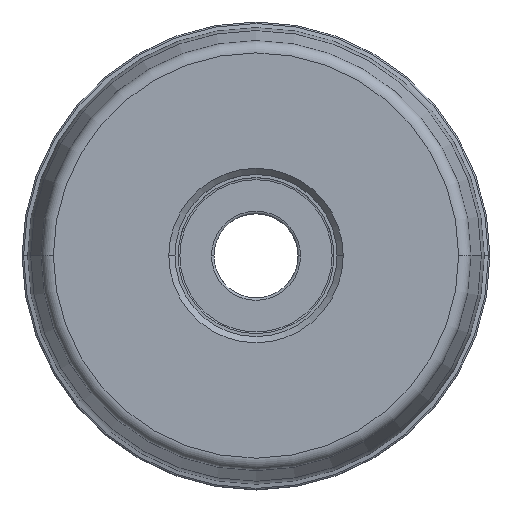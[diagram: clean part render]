
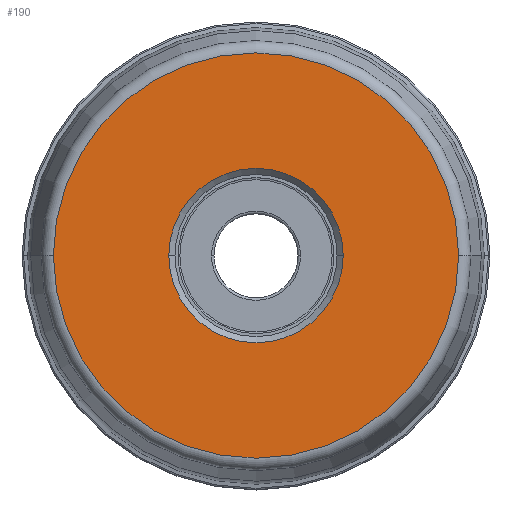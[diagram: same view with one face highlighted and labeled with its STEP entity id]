
A CAD part, top view. The second image highlights one B-rep face of the part: STEP entity #190.
In plain terms, the highlighted planar face has unit normal (0, 0, 1).
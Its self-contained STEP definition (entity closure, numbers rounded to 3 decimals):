
#45=PLANE('',#1840);
#55=FACE_BOUND('',#380,.T.);
#56=FACE_BOUND('',#381,.T.);
#190=ADVANCED_FACE('',(#55,#56),#45,.F.);
#380=EDGE_LOOP('',(#718,#719,#720,#721));
#381=EDGE_LOOP('',(#722,#723));
#718=ORIENTED_EDGE('',*,*,#1140,.T.);
#719=ORIENTED_EDGE('',*,*,#1145,.T.);
#720=ORIENTED_EDGE('',*,*,#1144,.F.);
#721=ORIENTED_EDGE('',*,*,#1141,.T.);
#722=ORIENTED_EDGE('',*,*,#1146,.T.);
#723=ORIENTED_EDGE('',*,*,#1147,.T.);
#946=VERTEX_POINT('',#2868);
#947=VERTEX_POINT('',#2869);
#948=VERTEX_POINT('',#2871);
#949=VERTEX_POINT('',#2876);
#950=VERTEX_POINT('',#2880);
#951=VERTEX_POINT('',#2881);
#1140=EDGE_CURVE('',#946,#947,#1348,.T.);
#1141=EDGE_CURVE('',#948,#946,#1349,.T.);
#1144=EDGE_CURVE('',#948,#949,#1352,.T.);
#1145=EDGE_CURVE('',#947,#949,#1353,.T.);
#1146=EDGE_CURVE('',#950,#951,#1354,.T.);
#1147=EDGE_CURVE('',#951,#950,#1355,.T.);
#1348=CIRCLE('',#1830,33.);
#1349=CIRCLE('',#1831,33.);
#1352=CIRCLE('',#1835,33.);
#1353=CIRCLE('',#1836,33.);
#1354=CIRCLE('',#1838,14.2);
#1355=CIRCLE('',#1839,14.2);
#1830=AXIS2_PLACEMENT_3D('',#2867,#2354,#2355);
#1831=AXIS2_PLACEMENT_3D('',#2870,#2356,#2357);
#1835=AXIS2_PLACEMENT_3D('',#2875,#2364,#2365);
#1836=AXIS2_PLACEMENT_3D('',#2877,#2366,#2367);
#1838=AXIS2_PLACEMENT_3D('',#2879,#2370,#2371);
#1839=AXIS2_PLACEMENT_3D('',#2882,#2372,#2373);
#1840=AXIS2_PLACEMENT_3D('',#2883,#2374,#2375);
#2354=DIRECTION('',(0.,0.,1.));
#2355=DIRECTION('',(-1.,0.,0.));
#2356=DIRECTION('',(0.,0.,1.));
#2357=DIRECTION('',(-1.,0.,0.));
#2364=DIRECTION('',(0.,0.,-1.));
#2365=DIRECTION('',(1.,0.,0.));
#2366=DIRECTION('',(0.,0.,1.));
#2367=DIRECTION('',(1.,0.,0.));
#2370=DIRECTION('',(0.,0.,-1.));
#2371=DIRECTION('',(-1.,0.,0.));
#2372=DIRECTION('',(0.,0.,-1.));
#2373=DIRECTION('',(1.,0.,0.));
#2374=DIRECTION('',(0.,0.,-1.));
#2375=DIRECTION('',(1.,0.,0.));
#2867=CARTESIAN_POINT('',(0.,0.,0.));
#2868=CARTESIAN_POINT('',(-33.,-0.015,0.));
#2869=CARTESIAN_POINT('',(33.,0.,0.));
#2870=CARTESIAN_POINT('',(0.,0.,0.));
#2871=CARTESIAN_POINT('',(-33.,0.,0.));
#2875=CARTESIAN_POINT('',(0.,0.,0.));
#2876=CARTESIAN_POINT('',(33.,0.015,0.));
#2877=CARTESIAN_POINT('',(0.,0.,0.));
#2879=CARTESIAN_POINT('',(0.,0.,0.));
#2880=CARTESIAN_POINT('',(-14.2,0.,0.));
#2881=CARTESIAN_POINT('',(14.2,0.,0.));
#2882=CARTESIAN_POINT('',(0.,0.,0.));
#2883=CARTESIAN_POINT('',(0.,0.,0.));
